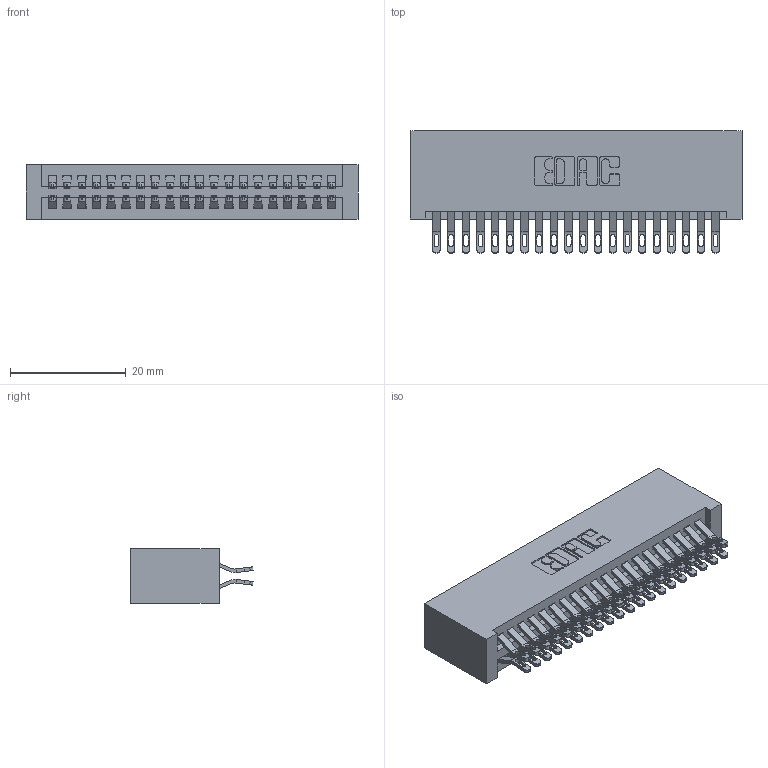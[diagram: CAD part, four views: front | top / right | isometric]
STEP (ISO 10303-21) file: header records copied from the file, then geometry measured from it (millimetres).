
FILE_DESCRIPTION (( 'STEP AP203' ), '1' );
FILE_NAME ('345-040-555-201.STEP', '2019-10-28T18:03:20', ( '' ), ( '' ), 'SwSTEP 2.0', 'SolidWorks 2016', '' );
FILE_SCHEMA (( 'CONFIG_CONTROL_DESIGN' ));
Length unit declared in the file: inch
Products named in the file (3): 345-040-555-201; 345 Part_No Mounting Lugs; 345-292-001_555 Tail
Assembly tree (41 placements, depth 2):
  345-040-555-201
    345 Part_No Mounting Lugs
    345-292-001_555 Tail  x40
Bounding box: 57.4 x 21.13 x 9.4 mm (x, y, z)
Volume: 6104 mm3; surface area: 9303.5 mm2
Topology: 41 solids, 41 shells, 2358 faces, 7397 edges, 4930 vertices
Faces by surface type: plane 1316, cylinder 1042
Entity records: 18703 total; most frequent: CARTESIAN_POINT 3190, ORIENTED_EDGE 3094, DIRECTION 2803, EDGE_CURVE 1547, VECTOR 1323, LINE 1323, VERTEX_POINT 1030, AXIS2_PLACEMENT_3D 740
